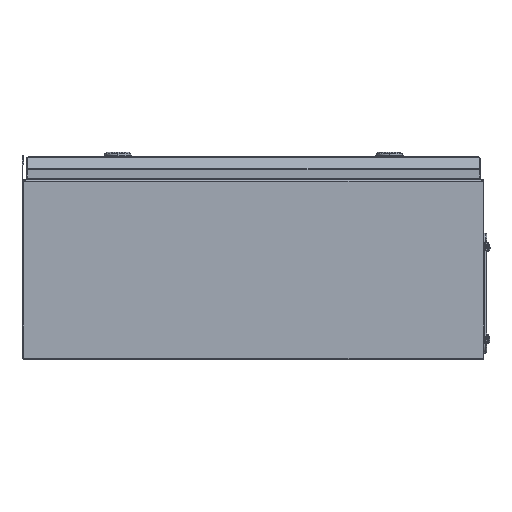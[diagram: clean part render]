
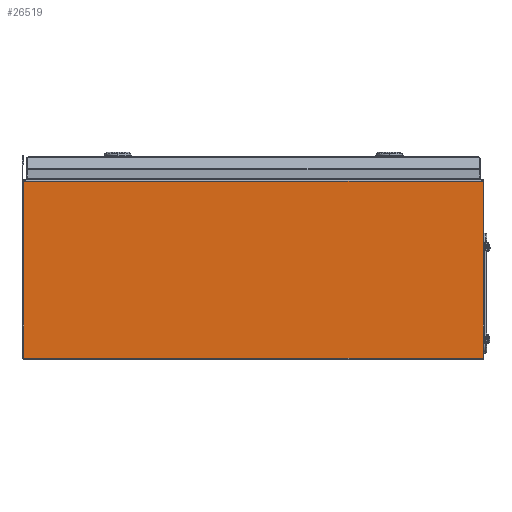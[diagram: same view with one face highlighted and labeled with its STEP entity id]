
A CAD part, left-side view. The second image highlights one B-rep face of the part: STEP entity #26519.
In plain terms, the highlighted planar face has unit normal (-1, 0, 0).
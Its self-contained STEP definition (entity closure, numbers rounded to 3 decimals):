
#972 = EDGE_LOOP ( 'NONE', ( #15331, #28459, #12947, #16557 ) ) ;
#1098 = CARTESIAN_POINT ( 'NONE',  ( -256.583, -408.944, 192.7 ) ) ;
#1179 = EDGE_CURVE ( 'NONE', #31931, #24487, #37144, .T. ) ;
#2561 = LINE ( 'NONE', #37113, #32107 ) ;
#3563 = LINE ( 'NONE', #33871, #24105 ) ;
#4454 = DIRECTION ( 'NONE',  ( 1., 0., 0. ) ) ;
#4566 = DIRECTION ( 'NONE',  ( 0., 0., -1. ) ) ;
#4642 = DIRECTION ( 'NONE',  ( 0., 0., -1. ) ) ;
#5312 = DIRECTION ( 'NONE',  ( 0., 1., 0. ) ) ;
#5774 = CARTESIAN_POINT ( 'NONE',  ( -256.583, -408.944, 192.7 ) ) ;
#6988 = VERTEX_POINT ( 'NONE', #21196 ) ;
#10499 = VECTOR ( 'NONE', #4566, 1000. ) ;
#11409 = DIRECTION ( 'NONE',  ( 0., 0., 1. ) ) ;
#12947 = ORIENTED_EDGE ( 'NONE', *, *, #33440, .T. ) ;
#15331 = ORIENTED_EDGE ( 'NONE', *, *, #27808, .F. ) ;
#16557 = ORIENTED_EDGE ( 'NONE', *, *, #18596, .T. ) ;
#18596 = EDGE_CURVE ( 'NONE', #6988, #36131, #22214, .T. ) ;
#18739 = FACE_OUTER_BOUND ( 'NONE', #972, .T. ) ;
#21196 = CARTESIAN_POINT ( 'NONE',  ( -256.583, 89.056, 192.7 ) ) ;
#21665 = CARTESIAN_POINT ( 'NONE',  ( -256.583, 89.056, 192.7 ) ) ;
#22214 = LINE ( 'NONE', #21665, #10499 ) ;
#22793 = CARTESIAN_POINT ( 'NONE',  ( -256.583, 89.056, 1. ) ) ;
#24105 = VECTOR ( 'NONE', #5312, 1000. ) ;
#24487 = VERTEX_POINT ( 'NONE', #1098 ) ;
#24672 = VECTOR ( 'NONE', #11409, 1000. ) ;
#26519 = ADVANCED_FACE ( 'NONE', ( #18739 ), #35440, .F. ) ;
#26820 = CARTESIAN_POINT ( 'NONE',  ( -256.583, 89.056, 192.7 ) ) ;
#27808 = EDGE_CURVE ( 'NONE', #31931, #36131, #2561, .T. ) ;
#28459 = ORIENTED_EDGE ( 'NONE', *, *, #1179, .T. ) ;
#29018 = AXIS2_PLACEMENT_3D ( 'NONE', #26820, #4454, #4642 ) ;
#31931 = VERTEX_POINT ( 'NONE', #33241 ) ;
#32107 = VECTOR ( 'NONE', #36567, 1000. ) ;
#33241 = CARTESIAN_POINT ( 'NONE',  ( -256.583, -408.944, 1. ) ) ;
#33440 = EDGE_CURVE ( 'NONE', #24487, #6988, #3563, .T. ) ;
#33871 = CARTESIAN_POINT ( 'NONE',  ( -256.583, 89.056, 192.7 ) ) ;
#35440 = PLANE ( 'NONE',  #29018 ) ;
#36131 = VERTEX_POINT ( 'NONE', #22793 ) ;
#36567 = DIRECTION ( 'NONE',  ( 0., 1., 0. ) ) ;
#37113 = CARTESIAN_POINT ( 'NONE',  ( -256.583, 89.056, 1. ) ) ;
#37144 = LINE ( 'NONE', #5774, #24672 ) ;
